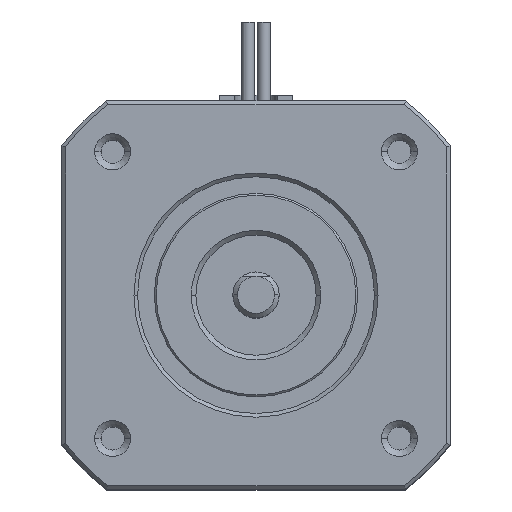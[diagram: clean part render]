
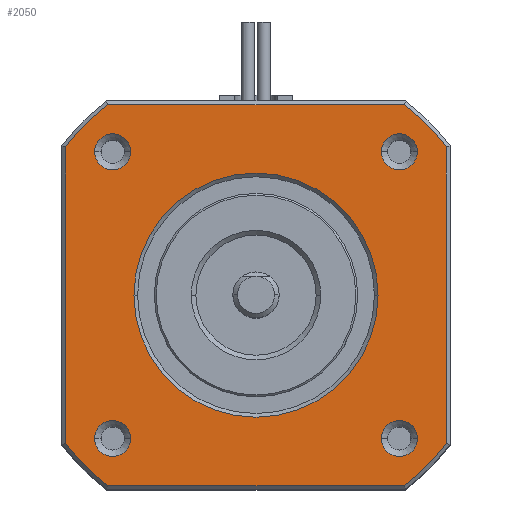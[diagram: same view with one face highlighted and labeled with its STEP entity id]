
A CAD part, top view. The second image highlights one B-rep face of the part: STEP entity #2050.
In plain terms, the highlighted planar face has unit normal (0, 0, 1).
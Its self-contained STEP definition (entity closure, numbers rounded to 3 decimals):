
#470=CARTESIAN_POINT('',(-20.6,-20.6,0.));
#480=DIRECTION('',(0.,0.,1.));
#490=DIRECTION('',(1.,0.,-0.));
#500=AXIS2_PLACEMENT_3D('',#470,#480,#490);
#510=PLANE('',#500);
#520=CARTESIAN_POINT('',(0.,0.,0.));
#530=DIRECTION('',(-0.,-0.,1.));
#540=DIRECTION('',(-1.,0.,-0.));
#550=AXIS2_PLACEMENT_3D('',#520,#530,#540);
#560=CIRCLE('',#550,26.1);
#570=CARTESIAN_POINT('',(-20.6,-16.027,
0.));
#580=VERTEX_POINT('',#570);
#590=CARTESIAN_POINT('',(-16.027,-20.6,0.));
#600=VERTEX_POINT('',#590);
#610=EDGE_CURVE('',#580,#600,#560,.T.);
#620=ORIENTED_EDGE('',*,*,#610,.T.);
#630=CARTESIAN_POINT('',(-20.6,0.,0.));
#640=DIRECTION('',(0.,1.,-0.));
#650=VECTOR('',#640,1.);
#660=LINE('',#630,#650);
#670=CARTESIAN_POINT('',(-20.6,16.027,0.));
#680=VERTEX_POINT('',#670);
#690=EDGE_CURVE('',#580,#680,#660,.T.);
#700=ORIENTED_EDGE('',*,*,#690,.F.);
#710=CARTESIAN_POINT('',(0.,0.,0.));
#720=DIRECTION('',(-0.,-0.,1.));
#730=DIRECTION('',(-1.,0.,-0.));
#740=AXIS2_PLACEMENT_3D('',#710,#720,#730);
#750=CIRCLE('',#740,26.1);
#760=CARTESIAN_POINT('',(-16.027,20.6,
0.));
#770=VERTEX_POINT('',#760);
#780=EDGE_CURVE('',#770,#680,#750,.T.);
#790=ORIENTED_EDGE('',*,*,#780,.T.);
#800=CARTESIAN_POINT('',(0.,20.6,0.));
#810=DIRECTION('',(1.,0.,-0.));
#820=VECTOR('',#810,1.);
#830=LINE('',#800,#820);
#840=CARTESIAN_POINT('',(16.027,20.6,0.));
#850=VERTEX_POINT('',#840);
#860=EDGE_CURVE('',#770,#850,#830,.T.);
#870=ORIENTED_EDGE('',*,*,#860,.F.);
#880=CARTESIAN_POINT('',(0.,0.,0.)
);
#890=DIRECTION('',(-0.,-0.,1.));
#900=DIRECTION('',(-1.,0.,-0.));
#910=AXIS2_PLACEMENT_3D('',#880,#890,#900);
#920=CIRCLE('',#910,26.1);
#930=CARTESIAN_POINT('',(20.6,16.027,0.));
#940=VERTEX_POINT('',#930);
#950=EDGE_CURVE('',#940,#850,#920,.T.);
#960=ORIENTED_EDGE('',*,*,#950,.T.);
#970=CARTESIAN_POINT('',(20.6,0.,-0.));
#980=DIRECTION('',(0.,-1.,0.));
#990=VECTOR('',#980,1.);
#1000=LINE('',#970,#990);
#1010=CARTESIAN_POINT('',(20.6,-16.027,0.));
#1020=VERTEX_POINT('',#1010);
#1030=EDGE_CURVE('',#940,#1020,#1000,.T.);
#1040=ORIENTED_EDGE('',*,*,#1030,.F.);
#1050=CARTESIAN_POINT('',(0.,0.,0.)
);
#1060=DIRECTION('',(-0.,-0.,1.));
#1070=DIRECTION('',(-1.,0.,-0.));
#1080=AXIS2_PLACEMENT_3D('',#1050,#1060,#1070);
#1090=CIRCLE('',#1080,26.1);
#1100=CARTESIAN_POINT('',(16.027,-20.6,0.));
#1110=VERTEX_POINT('',#1100);
#1120=EDGE_CURVE('',#1110,#1020,#1090,.T.);
#1130=ORIENTED_EDGE('',*,*,#1120,.T.);
#1140=CARTESIAN_POINT('',(0.,-20.6,0.));
#1150=DIRECTION('',(-1.,0.,0.));
#1160=VECTOR('',#1150,1.);
#1170=LINE('',#1140,#1160);
#1180=EDGE_CURVE('',#1110,#600,#1170,.T.);
#1190=ORIENTED_EDGE('',*,*,#1180,.F.);
#1200=EDGE_LOOP('',(#1190,#1130,#1040,#960,#870,#790,#700,#620));
#1210=FACE_OUTER_BOUND('',#1200,.T.);
#1220=CARTESIAN_POINT('',(15.5,15.5,0.));
#1230=DIRECTION('',(-0.,-0.,-1.));
#1240=DIRECTION('',(1.,0.,0.));
#1250=AXIS2_PLACEMENT_3D('',#1220,#1230,#1240);
#1260=CIRCLE('',#1250,1.95);
#1270=CARTESIAN_POINT('',(13.55,15.5,0.));
#1280=VERTEX_POINT('',#1270);
#1290=CARTESIAN_POINT('',(17.45,15.5,0.));
#1300=VERTEX_POINT('',#1290);
#1310=EDGE_CURVE('',#1280,#1300,#1260,.T.);
#1320=ORIENTED_EDGE('',*,*,#1310,.T.);
#1330=EDGE_CURVE('',#1300,#1280,#1260,.T.);
#1340=ORIENTED_EDGE('',*,*,#1330,.T.);
#1350=EDGE_LOOP('',(#1340,#1320));
#1360=FACE_BOUND('',#1350,.T.);
#1370=CARTESIAN_POINT('',(-15.5,15.5,0.));
#1380=DIRECTION('',(-0.,-0.,-1.));
#1390=DIRECTION('',(1.,0.,0.));
#1400=AXIS2_PLACEMENT_3D('',#1370,#1380,#1390);
#1410=CIRCLE('',#1400,1.95);
#1420=CARTESIAN_POINT('',(-17.45,15.5,0.));
#1430=VERTEX_POINT('',#1420);
#1440=CARTESIAN_POINT('',(-13.55,15.5,0.));
#1450=VERTEX_POINT('',#1440);
#1460=EDGE_CURVE('',#1430,#1450,#1410,.T.);
#1470=ORIENTED_EDGE('',*,*,#1460,.T.);
#1480=CARTESIAN_POINT('',(-15.5,13.55,0.));
#1490=VERTEX_POINT('',#1480);
#1500=EDGE_CURVE('',#1490,#1430,#1410,.T.);
#1510=ORIENTED_EDGE('',*,*,#1500,.T.);
#1520=EDGE_CURVE('',#1450,#1490,#1410,.T.);
#1530=ORIENTED_EDGE('',*,*,#1520,.T.);
#1540=EDGE_LOOP('',(#1530,#1510,#1470));
#1550=FACE_BOUND('',#1540,.T.);
#1560=CARTESIAN_POINT('',(-15.5,-15.5,0.));
#1570=DIRECTION('',(-0.,-0.,-1.));
#1580=DIRECTION('',(1.,0.,0.));
#1590=AXIS2_PLACEMENT_3D('',#1560,#1570,#1580);
#1600=CIRCLE('',#1590,1.95);
#1610=CARTESIAN_POINT('',(-17.45,-15.5,0.));
#1620=VERTEX_POINT('',#1610);
#1630=CARTESIAN_POINT('',(-13.55,-15.5,0.));
#1640=VERTEX_POINT('',#1630);
#1650=EDGE_CURVE('',#1620,#1640,#1600,.T.);
#1660=ORIENTED_EDGE('',*,*,#1650,.T.);
#1670=EDGE_CURVE('',#1640,#1620,#1600,.T.);
#1680=ORIENTED_EDGE('',*,*,#1670,.T.);
#1690=EDGE_LOOP('',(#1680,#1660));
#1700=FACE_BOUND('',#1690,.T.);
#1710=CARTESIAN_POINT('',(15.5,-15.5,0.));
#1720=DIRECTION('',(-0.,-0.,-1.));
#1730=DIRECTION('',(1.,0.,0.));
#1740=AXIS2_PLACEMENT_3D('',#1710,#1720,#1730);
#1750=CIRCLE('',#1740,1.95);
#1760=CARTESIAN_POINT('',(17.45,-15.5,0.));
#1770=VERTEX_POINT('',#1760);
#1780=CARTESIAN_POINT('',(13.55,-15.5,0.));
#1790=VERTEX_POINT('',#1780);
#1800=EDGE_CURVE('',#1770,#1790,#1750,.T.);
#1810=ORIENTED_EDGE('',*,*,#1800,.T.);
#1820=CARTESIAN_POINT('',(15.5,-13.55,0.));
#1830=VERTEX_POINT('',#1820);
#1840=EDGE_CURVE('',#1830,#1770,#1750,.T.);
#1850=ORIENTED_EDGE('',*,*,#1840,.T.);
#1860=EDGE_CURVE('',#1790,#1830,#1750,.T.);
#1870=ORIENTED_EDGE('',*,*,#1860,.T.);
#1880=EDGE_LOOP('',(#1870,#1850,#1810));
#1890=FACE_BOUND('',#1880,.T.);
#1900=CARTESIAN_POINT('',(0.,0.,
0.));
#1910=DIRECTION('',(-0.,-0.,-1.));
#1920=DIRECTION('',(1.,0.,0.));
#1930=AXIS2_PLACEMENT_3D('',#1900,#1910,#1920);
#1940=CIRCLE('',#1930,13.2);
#1950=CARTESIAN_POINT('',(13.2,0.,0.));
#1960=VERTEX_POINT('',#1950);
#1970=CARTESIAN_POINT('',(-13.2,0.,
0.));
#1980=VERTEX_POINT('',#1970);
#1990=EDGE_CURVE('',#1960,#1980,#1940,.T.);
#2000=ORIENTED_EDGE('',*,*,#1990,.T.);
#2010=EDGE_CURVE('',#1980,#1960,#1940,.T.);
#2020=ORIENTED_EDGE('',*,*,#2010,.T.);
#2030=EDGE_LOOP('',(#2020,#2000));
#2040=FACE_BOUND('',#2030,.T.);
#2050=ADVANCED_FACE('',(#1210,#1360,#1550,#1700,#1890,#2040),#510,.T.);
